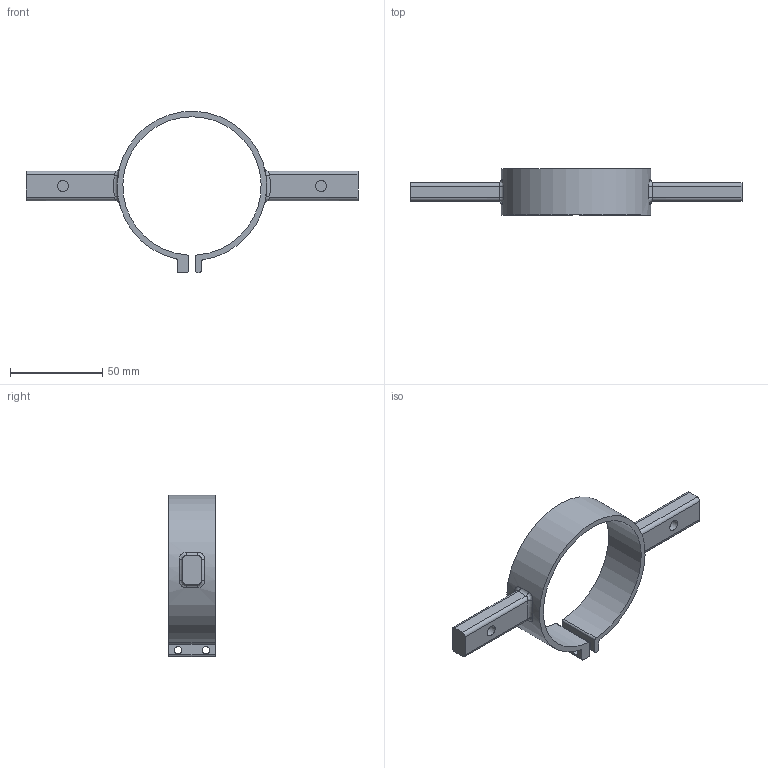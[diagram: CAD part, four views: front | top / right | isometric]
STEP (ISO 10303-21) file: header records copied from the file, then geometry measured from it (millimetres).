
FILE_DESCRIPTION(/* description */ (''),/* implementation_level */ '2;1');
FILE_NAME(/* name */ 'Robot_Button_Flange_V5.1_Flange.stp',/* time_stamp */ '2025-09-02T05:50:35-04:00',/* author */ ('jmarvel'),/* organization */ (''),/* preprocessor_version */ 'ST-DEVELOPER v20',/* originating_system */ 'Autodesk Inventor 2025',/* authorisation */ '');
FILE_SCHEMA (('AUTOMOTIVE_DESIGN { 1 0 10303 214 3 1 1 }'));
Length unit declared in the file: millimetre
Products named in the file (1): Robot_Button_Flange_V5.1_Flange
Bounding box: 180 x 25 x 87.47 mm (x, y, z)
Volume: 34523.9 mm3; surface area: 19594.8 mm2
Topology: 1 solids, 1 shells, 66 faces, 164 edges, 104 vertices
Faces by surface type: cylinder 30, plane 24, bspline 8, torus 4
Full cylindrical faces by diameter (mm): 4 x4, 6 x4
Entity records: 2276 total; most frequent: CARTESIAN_POINT 650, DIRECTION 330, ORIENTED_EDGE 328, EDGE_CURVE 164, AXIS2_PLACEMENT_3D 129, VERTEX_POINT 104, EDGE_LOOP 78, LINE 72
